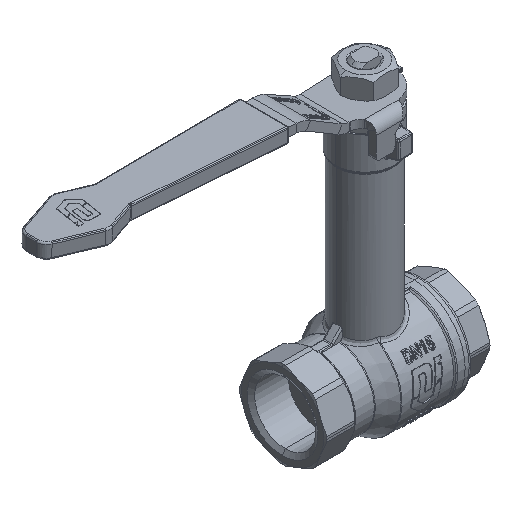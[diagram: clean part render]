
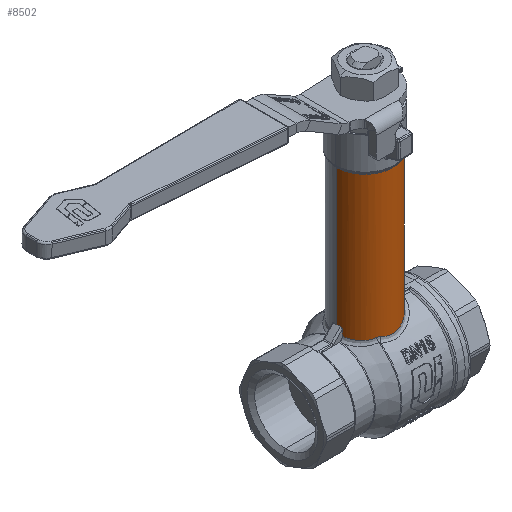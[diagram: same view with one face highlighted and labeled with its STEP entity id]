
A CAD part, isometric view. The second image highlights one B-rep face of the part: STEP entity #8502.
In plain terms, the highlighted cylindrical face has radius 8.5 mm (diameter 17 mm), a partial arc.
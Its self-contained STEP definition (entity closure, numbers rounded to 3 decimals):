
#8316=CARTESIAN_POINT('',(-0.,-8.5,56.793));
#8317=VERTEX_POINT('',#8316);
#8334=CARTESIAN_POINT('',(8.5,0.,56.793));
#8335=VERTEX_POINT('',#8334);
#8336=CARTESIAN_POINT('',(0.,0.,56.793));
#8337=DIRECTION('',(-0.,0.,1.));
#8338=DIRECTION('',(0.,1.,-0.));
#8339=AXIS2_PLACEMENT_3D('',#8336,#8337,#8338);
#8340=CIRCLE('',#8339,8.5);
#8341=EDGE_CURVE('',#8317,#8335,#8340,.T.);
#8353=CARTESIAN_POINT('',(0.,0.,28.5));
#8354=DIRECTION('',(-0.,0.,1.));
#8355=DIRECTION('',(1.,0.,0.));
#8356=AXIS2_PLACEMENT_3D('',#8353,#8354,#8355);
#8357=CYLINDRICAL_SURFACE('',#8356,8.5);
#8358=CARTESIAN_POINT('',(8.5,-0.,17.));
#8359=VERTEX_POINT('',#8358);
#8360=CARTESIAN_POINT('',(8.5,0.,56.793));
#8361=DIRECTION('',(-0.,-0.,-1.));
#8362=VECTOR('',#8361,39.793);
#8363=LINE('',#8360,#8362);
#8364=EDGE_CURVE('',#8335,#8359,#8363,.T.);
#8365=ORIENTED_EDGE('',*,*,#8364,.F.);
#8366=ORIENTED_EDGE('',*,*,#8341,.F.);
#8367=CARTESIAN_POINT('',(-8.5,0.,56.793));
#8368=VERTEX_POINT('',#8367);
#8369=CARTESIAN_POINT('',(0.,0.,56.793));
#8370=DIRECTION('',(-0.,0.,1.));
#8371=DIRECTION('',(1.,0.,0.));
#8372=AXIS2_PLACEMENT_3D('',#8369,#8370,#8371);
#8373=CIRCLE('',#8372,8.5);
#8374=EDGE_CURVE('',#8368,#8317,#8373,.T.);
#8375=ORIENTED_EDGE('',*,*,#8374,.F.);
#8376=CARTESIAN_POINT('',(-8.5,0.,15.45));
#8377=VERTEX_POINT('',#8376);
#8378=CARTESIAN_POINT('',(-8.5,-0.,15.45));
#8379=DIRECTION('',(0.,0.,1.));
#8380=VECTOR('',#8379,41.343);
#8381=LINE('',#8378,#8380);
#8382=EDGE_CURVE('',#8377,#8368,#8381,.T.);
#8383=ORIENTED_EDGE('',*,*,#8382,.F.);
#8384=CARTESIAN_POINT('',(-8.438,-1.023,15.478));
#8385=VERTEX_POINT('',#8384);
#8386=CARTESIAN_POINT('',(-8.438,-1.023,15.478));
#8387=CARTESIAN_POINT('',(-8.48,-0.677,15.459));
#8388=CARTESIAN_POINT('',(-8.5,-0.333,15.45));
#8389=CARTESIAN_POINT('',(-8.5,-0.,15.45));
#8390=B_SPLINE_CURVE_WITH_KNOTS('',3,(#8386,#8387,#8388,#8389),.UNSPECIFIED.,.F.,.F.,(4,4),(2.009,2.109),.UNSPECIFIED.);
#8391=EDGE_CURVE('',#8385,#8377,#8390,.T.);
#8392=ORIENTED_EDGE('',*,*,#8391,.F.);
#8393=CARTESIAN_POINT('',(-8.367,-1.5,14.843));
#8394=VERTEX_POINT('',#8393);
#8395=CARTESIAN_POINT('',(-8.367,-1.5,14.843));
#8396=CARTESIAN_POINT('',(-8.367,-1.5,14.917));
#8397=CARTESIAN_POINT('',(-8.368,-1.492,14.993));
#8398=CARTESIAN_POINT('',(-8.371,-1.474,15.065));
#8399=CARTESIAN_POINT('',(-8.374,-1.455,15.138));
#8400=CARTESIAN_POINT('',(-8.379,-1.427,15.208));
#8401=CARTESIAN_POINT('',(-8.386,-1.388,15.27));
#8402=CARTESIAN_POINT('',(-8.393,-1.348,15.333));
#8403=CARTESIAN_POINT('',(-8.401,-1.296,15.388));
#8404=CARTESIAN_POINT('',(-8.41,-1.233,15.426));
#8405=CARTESIAN_POINT('',(-8.419,-1.17,15.463));
#8406=CARTESIAN_POINT('',(-8.429,-1.097,15.482));
#8407=CARTESIAN_POINT('',(-8.438,-1.023,15.478));
#8408=B_SPLINE_CURVE_WITH_KNOTS('',3,(#8395,#8396,#8397,#8398,#8399,#8400,#8401,#8402,#8403,#8404,#8405,#8406,#8407),.UNSPECIFIED.,.F.,.F.,(4,3,3,3,4),(0.,0.022,0.045,0.067,0.089),.UNSPECIFIED.);
#8409=EDGE_CURVE('',#8394,#8385,#8408,.T.);
#8410=ORIENTED_EDGE('',*,*,#8409,.F.);
#8411=CARTESIAN_POINT('',(-8.367,-1.5,13.127));
#8412=VERTEX_POINT('',#8411);
#8413=CARTESIAN_POINT('',(-8.367,-1.5,13.127));
#8414=CARTESIAN_POINT('',(-8.367,-1.5,14.843));
#8415=B_SPLINE_CURVE_WITH_KNOTS('',1,(#8413,#8414),.UNSPECIFIED.,.F.,.F.,(2,2),(0.,1.715),.UNSPECIFIED.);
#8416=EDGE_CURVE('',#8412,#8394,#8415,.T.);
#8417=ORIENTED_EDGE('',*,*,#8416,.F.);
#8418=CARTESIAN_POINT('',(-3.969,-7.516,13.612));
#8419=VERTEX_POINT('',#8418);
#8420=CARTESIAN_POINT('',(-3.969,-7.516,13.612));
#8421=CARTESIAN_POINT('',(-4.517,-7.227,13.39));
#8422=CARTESIAN_POINT('',(-5.047,-6.869,13.233));
#8423=CARTESIAN_POINT('',(-5.534,-6.451,13.134));
#8424=CARTESIAN_POINT('',(-6.021,-6.034,13.035));
#8425=CARTESIAN_POINT('',(-6.465,-5.557,12.997));
#8426=CARTESIAN_POINT('',(-6.848,-5.035,12.99));
#8427=CARTESIAN_POINT('',(-7.232,-4.513,12.984));
#8428=CARTESIAN_POINT('',(-7.555,-3.948,13.007));
#8429=CARTESIAN_POINT('',(-7.81,-3.354,13.037));
#8430=CARTESIAN_POINT('',(-8.065,-2.76,13.067));
#8431=CARTESIAN_POINT('',(-8.252,-2.137,13.105));
#8432=CARTESIAN_POINT('',(-8.367,-1.5,13.127));
#8433=B_SPLINE_CURVE_WITH_KNOTS('',3,(#8420,#8421,#8422,#8423,#8424,#8425,#8426,#8427,#8428,#8429,#8430,#8431,#8432),.UNSPECIFIED.,.F.,.F.,(4,3,3,3,4),(6.924,7.153,7.381,7.61,7.838),.UNSPECIFIED.);
#8434=EDGE_CURVE('',#8419,#8412,#8433,.T.);
#8435=ORIENTED_EDGE('',*,*,#8434,.F.);
#8436=CARTESIAN_POINT('',(-3.119,-7.907,13.628));
#8437=VERTEX_POINT('',#8436);
#8438=CARTESIAN_POINT('',(-3.119,-7.907,13.628));
#8439=CARTESIAN_POINT('',(-3.262,-7.851,13.673));
#8440=CARTESIAN_POINT('',(-3.407,-7.789,13.696));
#8441=CARTESIAN_POINT('',(-3.551,-7.723,13.695));
#8442=CARTESIAN_POINT('',(-3.694,-7.657,13.693));
#8443=CARTESIAN_POINT('',(-3.836,-7.587,13.666));
#8444=CARTESIAN_POINT('',(-3.969,-7.516,13.612));
#8445=B_SPLINE_CURVE_WITH_KNOTS('',3,(#8438,#8439,#8440,#8441,#8442,#8443,#8444),.UNSPECIFIED.,.F.,.F.,(4,3,4),(0.,0.056,0.111),.UNSPECIFIED.);
#8446=EDGE_CURVE('',#8437,#8419,#8445,.T.);
#8447=ORIENTED_EDGE('',*,*,#8446,.F.);
#8448=CARTESIAN_POINT('',(8.235,-2.107,16.313));
#8449=VERTEX_POINT('',#8448);
#8450=CARTESIAN_POINT('',(8.235,-2.107,16.313));
#8451=CARTESIAN_POINT('',(8.083,-2.7,16.207));
#8452=CARTESIAN_POINT('',(7.868,-3.271,16.06));
#8453=CARTESIAN_POINT('',(7.6,-3.806,15.882));
#8454=CARTESIAN_POINT('',(7.332,-4.341,15.704));
#8455=CARTESIAN_POINT('',(7.012,-4.841,15.497));
#8456=CARTESIAN_POINT('',(6.646,-5.299,15.276));
#8457=CARTESIAN_POINT('',(6.28,-5.758,15.055));
#8458=CARTESIAN_POINT('',(5.868,-6.177,14.82));
#8459=CARTESIAN_POINT('',(5.417,-6.551,14.589));
#8460=CARTESIAN_POINT('',(4.965,-6.924,14.358));
#8461=CARTESIAN_POINT('',(4.472,-7.253,14.129));
#8462=CARTESIAN_POINT('',(3.946,-7.528,13.923));
#8463=CARTESIAN_POINT('',(3.42,-7.804,13.717));
#8464=CARTESIAN_POINT('',(2.862,-8.026,13.534));
#8465=CARTESIAN_POINT('',(2.28,-8.188,13.396));
#8466=CARTESIAN_POINT('',(1.989,-8.269,13.327));
#8467=CARTESIAN_POINT('',(1.693,-8.335,13.269));
#8468=CARTESIAN_POINT('',(1.391,-8.385,13.225));
#8469=CARTESIAN_POINT('',(1.09,-8.435,13.181));
#8470=CARTESIAN_POINT('',(0.784,-8.469,13.151));
#8471=CARTESIAN_POINT('',(0.475,-8.487,13.136));
#8472=CARTESIAN_POINT('',(-0.142,-8.521,13.106));
#8473=CARTESIAN_POINT('',(-0.766,-8.488,13.136));
#8474=CARTESIAN_POINT('',(-1.37,-8.389,13.223));
#8475=CARTESIAN_POINT('',(-1.975,-8.29,13.309));
#8476=CARTESIAN_POINT('',(-2.562,-8.127,13.451));
#8477=CARTESIAN_POINT('',(-3.119,-7.907,13.628));
#8478=B_SPLINE_CURVE_WITH_KNOTS('',3,(#8450,#8451,#8452,#8453,#8454,#8455,#8456,#8457,#8458,#8459,#8460,#8461,#8462,#8463,#8464,#8465,#8466,#8467,#8468,#8469,#8470,#8471,#8472,#8473,#8474,#8475,
#8476,#8477),.UNSPECIFIED.,.F.,.F.,(4,3,3,3,3,3,3,3,3,4),(4.715,4.933,5.151,5.369,5.587,5.805,5.914,6.022,6.24,6.458),.UNSPECIFIED.);
#8479=EDGE_CURVE('',#8449,#8437,#8478,.T.);
#8480=ORIENTED_EDGE('',*,*,#8479,.F.);
#8481=CARTESIAN_POINT('',(8.445,-0.963,16.962));
#8482=VERTEX_POINT('',#8481);
#8483=CARTESIAN_POINT('',(8.445,-0.963,16.962));
#8484=CARTESIAN_POINT('',(8.42,-1.181,16.945));
#8485=CARTESIAN_POINT('',(8.387,-1.395,16.878));
#8486=CARTESIAN_POINT('',(8.35,-1.59,16.767));
#8487=CARTESIAN_POINT('',(8.313,-1.785,16.656));
#8488=CARTESIAN_POINT('',(8.272,-1.961,16.501));
#8489=CARTESIAN_POINT('',(8.235,-2.107,16.313));
#8490=B_SPLINE_CURVE_WITH_KNOTS('',3,(#8483,#8484,#8485,#8486,#8487,#8488,#8489),.UNSPECIFIED.,.F.,.F.,(4,3,4),(1.263,1.341,1.418),.UNSPECIFIED.);
#8491=EDGE_CURVE('',#8482,#8449,#8490,.T.);
#8492=ORIENTED_EDGE('',*,*,#8491,.F.);
#8493=CARTESIAN_POINT('',(8.5,0.,17.));
#8494=CARTESIAN_POINT('',(8.5,-0.322,17.));
#8495=CARTESIAN_POINT('',(8.482,-0.644,16.987));
#8496=CARTESIAN_POINT('',(8.445,-0.963,16.962));
#8497=B_SPLINE_CURVE_WITH_KNOTS('',3,(#8493,#8494,#8495,#8496),.UNSPECIFIED.,.F.,.F.,(4,4),(0.114,0.227),.UNSPECIFIED.);
#8498=EDGE_CURVE('',#8359,#8482,#8497,.T.);
#8499=ORIENTED_EDGE('',*,*,#8498,.F.);
#8500=EDGE_LOOP('',(#8365,#8366,#8375,#8383,#8392,#8410,#8417,#8435,#8447,#8480,#8492,#8499));
#8501=FACE_BOUND('',#8500,.T.);
#8502=ADVANCED_FACE('',(#8501),#8357,.T.);
